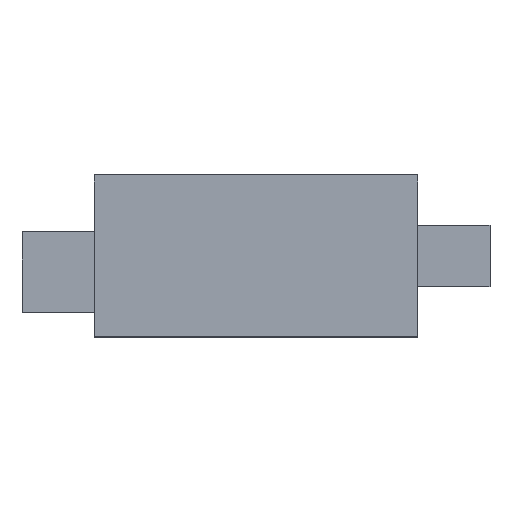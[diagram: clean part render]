
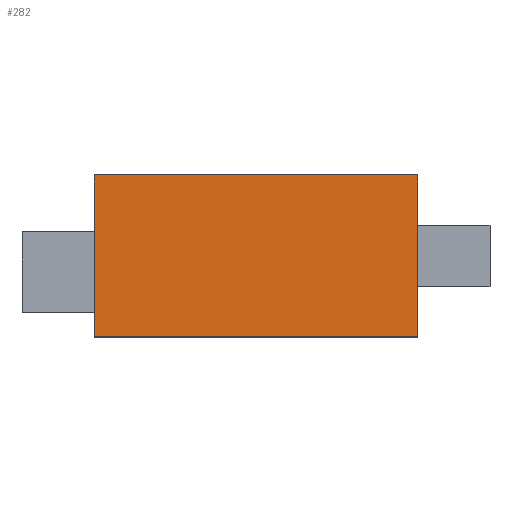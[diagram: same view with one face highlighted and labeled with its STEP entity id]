
A CAD part, top view. The second image highlights one B-rep face of the part: STEP entity #282.
In plain terms, the highlighted planar face has unit normal (0, 0, 1).
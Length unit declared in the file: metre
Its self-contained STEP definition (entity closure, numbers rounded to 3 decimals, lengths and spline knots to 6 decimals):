
#46=ORIENTED_EDGE('',*,*,#96,.F.);
#47=ORIENTED_EDGE('',*,*,#104,.T.);
#48=ORIENTED_EDGE('',*,*,#111,.T.);
#49=ORIENTED_EDGE('',*,*,#113,.F.);
#96=EDGE_CURVE('',#132,#133,#156,.T.);
#104=EDGE_CURVE('',#132,#139,#164,.T.);
#111=EDGE_CURVE('',#139,#145,#171,.T.);
#113=EDGE_CURVE('',#133,#145,#173,.T.);
#132=VERTEX_POINT('',#461);
#133=VERTEX_POINT('',#463);
#139=VERTEX_POINT('',#477);
#145=VERTEX_POINT('',#491);
#156=LINE('',#462,#192);
#164=LINE('',#478,#200);
#171=LINE('',#492,#207);
#173=LINE('',#495,#209);
#192=VECTOR('',#391,1.);
#200=VECTOR('',#401,1.);
#207=VECTOR('',#410,1.);
#209=VECTOR('',#414,1.);
#232=EDGE_LOOP('',(#46,#47,#48,#49));
#250=FACE_BOUND('',#232,.T.);
#266=PLANE('',#373);
#282=ADVANCED_FACE('',(#250),#266,.T.);
#373=AXIS2_PLACEMENT_3D('',#496,#415,#416);
#391=DIRECTION('',(0.,-1.,0.));
#401=DIRECTION('',(-1.,0.,0.));
#410=DIRECTION('',(0.,-1.,0.));
#414=DIRECTION('',(-1.,0.,0.));
#415=DIRECTION('',(0.,0.,1.));
#416=DIRECTION('',(1.,0.,0.));
#461=CARTESIAN_POINT('',(0.02,0.01,0.00635));
#462=CARTESIAN_POINT('',(0.02,0.,0.00635));
#463=CARTESIAN_POINT('',(0.02,-0.01,0.00635));
#477=CARTESIAN_POINT('',(-0.02,0.01,0.00635));
#478=CARTESIAN_POINT('',(0.,0.01,0.00635));
#491=CARTESIAN_POINT('',(-0.02,-0.01,0.00635));
#492=CARTESIAN_POINT('',(-0.02,0.,0.00635));
#495=CARTESIAN_POINT('',(0.,-0.01,0.00635));
#496=CARTESIAN_POINT('',(0.,0.,0.00635));
